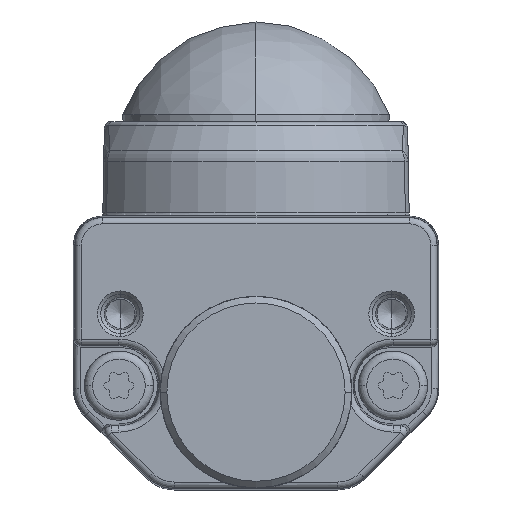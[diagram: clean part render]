
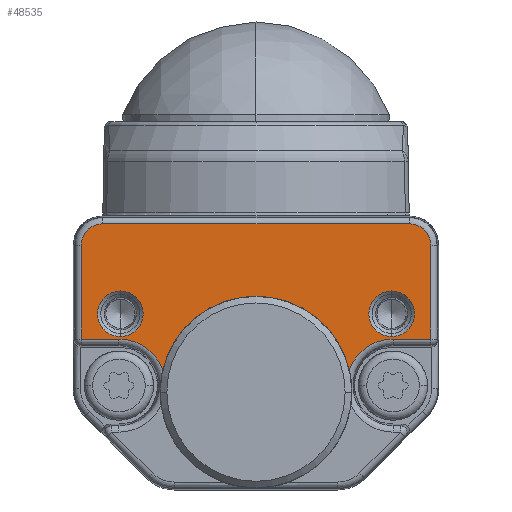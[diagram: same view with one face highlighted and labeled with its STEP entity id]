
A CAD part, left-side view. The second image highlights one B-rep face of the part: STEP entity #48535.
In plain terms, the highlighted face is planar.
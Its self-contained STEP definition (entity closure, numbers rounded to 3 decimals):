
#45230=CARTESIAN_POINT('',(13.,8.,10.5));
#45231=DIRECTION('',(-1.,0.,0.));
#45232=DIRECTION('',(0.,1.,0.));
#45233=AXIS2_PLACEMENT_3D('',#45230,#45231,#45232);
#45235=DIRECTION('',(0.,0.,-1.));
#45236=VECTOR('',#45235,2.891);
#45237=CARTESIAN_POINT('',(13.,11.564,13.391));
#45238=LINE('',#45237,#45236);
#45239=DIRECTION('',(0.,-1.,0.));
#45240=VECTOR('',#45239,7.186);
#45241=CARTESIAN_POINT('',(13.,18.75,13.391));
#45242=LINE('',#45241,#45240);
#45243=CARTESIAN_POINT('',(13.,18.75,11.75));
#45244=DIRECTION('',(1.,0.,0.));
#45245=DIRECTION('',(0.,1.,0.));
#45246=AXIS2_PLACEMENT_3D('',#45243,#45244,#45245);
#45248=DIRECTION('',(0.,0.,1.));
#45249=VECTOR('',#45248,23.5);
#45250=CARTESIAN_POINT('',(13.,20.391,-11.75));
#45251=LINE('',#45250,#45249);
#45252=CARTESIAN_POINT('',(13.,18.75,-11.75));
#45253=DIRECTION('',(1.,0.,0.));
#45254=DIRECTION('',(0.,0.,-1.));
#45255=AXIS2_PLACEMENT_3D('',#45252,#45253,#45254);
#45257=DIRECTION('',(0.,1.,0.));
#45258=VECTOR('',#45257,7.186);
#45259=CARTESIAN_POINT('',(13.,11.564,-13.391));
#45260=LINE('',#45259,#45258);
#45261=DIRECTION('',(0.,0.,-1.));
#45262=VECTOR('',#45261,2.891);
#45263=CARTESIAN_POINT('',(13.,11.564,-10.5));
#45264=LINE('',#45263,#45262);
#45265=CARTESIAN_POINT('',(13.,8.,-10.5));
#45266=DIRECTION('',(-1.,0.,0.));
#45267=DIRECTION('',(0.,0.34,0.941));
#45268=AXIS2_PLACEMENT_3D('',#45265,#45266,#45267);
#45270=CARTESIAN_POINT('',(13.,7.5,0.));
#45271=DIRECTION('',(1.,0.,0.));
#45272=DIRECTION('',(0.,0.233,-0.973));
#45273=AXIS2_PLACEMENT_3D('',#45270,#45271,#45272);
#45329=CARTESIAN_POINT('',(13.,13.5,-10.392));
#45330=DIRECTION('',(-1.,0.,0.));
#45331=DIRECTION('',(0.,1.,0.));
#45332=AXIS2_PLACEMENT_3D('',#45329,#45330,#45331);
#45334=CARTESIAN_POINT('',(13.,13.5,-10.392));
#45335=DIRECTION('',(-1.,0.,0.));
#45336=DIRECTION('',(0.,-1.,0.));
#45337=AXIS2_PLACEMENT_3D('',#45334,#45335,#45336);
#45339=CARTESIAN_POINT('',(13.,13.5,10.392));
#45340=DIRECTION('',(-1.,0.,0.));
#45341=DIRECTION('',(0.,1.,0.));
#45342=AXIS2_PLACEMENT_3D('',#45339,#45340,#45341);
#45344=CARTESIAN_POINT('',(13.,13.5,10.392));
#45345=DIRECTION('',(-1.,0.,0.));
#45346=DIRECTION('',(0.,-1.,0.));
#45347=AXIS2_PLACEMENT_3D('',#45344,#45345,#45346);
#45986=CARTESIAN_POINT('',(13.,20.391,11.75));
#45987=CARTESIAN_POINT('',(13.,18.75,13.391));
#45988=VERTEX_POINT('',#45986);
#45989=VERTEX_POINT('',#45987);
#45994=CARTESIAN_POINT('',(13.,20.391,-11.75));
#45995=VERTEX_POINT('',#45994);
#45998=CARTESIAN_POINT('',(13.,18.75,-13.391));
#45999=VERTEX_POINT('',#45998);
#46034=CARTESIAN_POINT('',(13.,11.564,10.5));
#46035=CARTESIAN_POINT('',(13.,9.21,7.148));
#46036=VERTEX_POINT('',#46034);
#46037=VERTEX_POINT('',#46035);
#46066=CARTESIAN_POINT('',(13.,11.564,13.391));
#46067=VERTEX_POINT('',#46066);
#46076=CARTESIAN_POINT('',(13.,9.21,-7.148));
#46077=CARTESIAN_POINT('',(13.,11.564,-10.5));
#46078=VERTEX_POINT('',#46076);
#46079=VERTEX_POINT('',#46077);
#46108=CARTESIAN_POINT('',(13.,11.564,-13.391));
#46109=VERTEX_POINT('',#46108);
#46308=CARTESIAN_POINT('',(13.,15.25,-10.392));
#46309=CARTESIAN_POINT('',(13.,11.75,-10.392));
#46310=VERTEX_POINT('',#46308);
#46311=VERTEX_POINT('',#46309);
#46312=CARTESIAN_POINT('',(13.,15.25,10.392));
#46313=CARTESIAN_POINT('',(13.,11.75,10.392));
#46314=VERTEX_POINT('',#46312);
#46315=VERTEX_POINT('',#46313);
#48496=CARTESIAN_POINT('',(13.,0.,0.));
#48497=DIRECTION('',(1.,0.,0.));
#48498=DIRECTION('',(0.,0.,-1.));
#48499=AXIS2_PLACEMENT_3D('',#48496,#48497,#48498);
#48500=PLANE('',#48499);
#48502=ORIENTED_EDGE('',*,*,#48501,.F.);
#48504=ORIENTED_EDGE('',*,*,#48503,.F.);
#48506=ORIENTED_EDGE('',*,*,#48505,.F.);
#48508=ORIENTED_EDGE('',*,*,#48507,.F.);
#48510=ORIENTED_EDGE('',*,*,#48509,.F.);
#48512=ORIENTED_EDGE('',*,*,#48511,.F.);
#48514=ORIENTED_EDGE('',*,*,#48513,.F.);
#48516=ORIENTED_EDGE('',*,*,#48515,.F.);
#48518=ORIENTED_EDGE('',*,*,#48517,.F.);
#48520=ORIENTED_EDGE('',*,*,#48519,.T.);
#48521=EDGE_LOOP('',(#48502,#48504,#48506,#48508,#48510,#48512,#48514,#48516,
#48518,#48520));
#48522=FACE_OUTER_BOUND('',#48521,.F.);
#48524=ORIENTED_EDGE('',*,*,#48523,.F.);
#48526=ORIENTED_EDGE('',*,*,#48525,.F.);
#48527=EDGE_LOOP('',(#48524,#48526));
#48528=FACE_BOUND('',#48527,.F.);
#48530=ORIENTED_EDGE('',*,*,#48529,.F.);
#48532=ORIENTED_EDGE('',*,*,#48531,.F.);
#48533=EDGE_LOOP('',(#48530,#48532));
#48534=FACE_BOUND('',#48533,.F.);
#48535=ADVANCED_FACE('',(#48522,#48528,#48534),#48500,.T.);
#45234=CIRCLE('',#45233,3.564);
#45247=CIRCLE('',#45246,1.641);
#45256=CIRCLE('',#45255,1.641);
#45269=CIRCLE('',#45268,3.564);
#45274=CIRCLE('',#45273,7.35);
#45333=CIRCLE('',#45332,1.75);
#45338=CIRCLE('',#45337,1.75);
#45343=CIRCLE('',#45342,1.75);
#45348=CIRCLE('',#45347,1.75);
#48501=EDGE_CURVE('',#46036,#46037,#45234,.T.);
#48503=EDGE_CURVE('',#46067,#46036,#45238,.T.);
#48505=EDGE_CURVE('',#45989,#46067,#45242,.T.);
#48507=EDGE_CURVE('',#45988,#45989,#45247,.T.);
#48509=EDGE_CURVE('',#45995,#45988,#45251,.T.);
#48511=EDGE_CURVE('',#45999,#45995,#45256,.T.);
#48513=EDGE_CURVE('',#46109,#45999,#45260,.T.);
#48515=EDGE_CURVE('',#46079,#46109,#45264,.T.);
#48517=EDGE_CURVE('',#46078,#46079,#45269,.T.);
#48519=EDGE_CURVE('',#46078,#46037,#45274,.T.);
#48523=EDGE_CURVE('',#46310,#46311,#45333,.T.);
#48525=EDGE_CURVE('',#46311,#46310,#45338,.T.);
#48529=EDGE_CURVE('',#46314,#46315,#45343,.T.);
#48531=EDGE_CURVE('',#46315,#46314,#45348,.T.);
